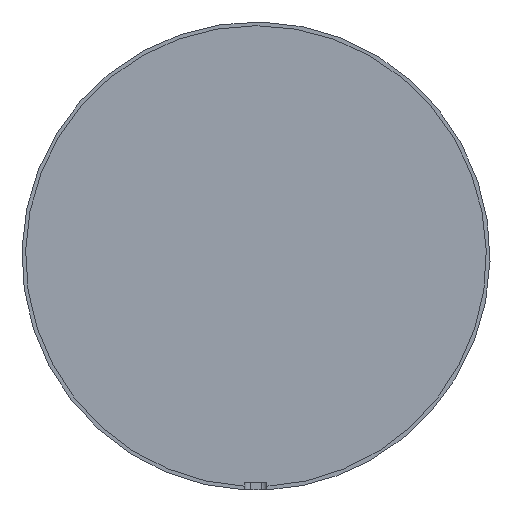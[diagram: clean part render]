
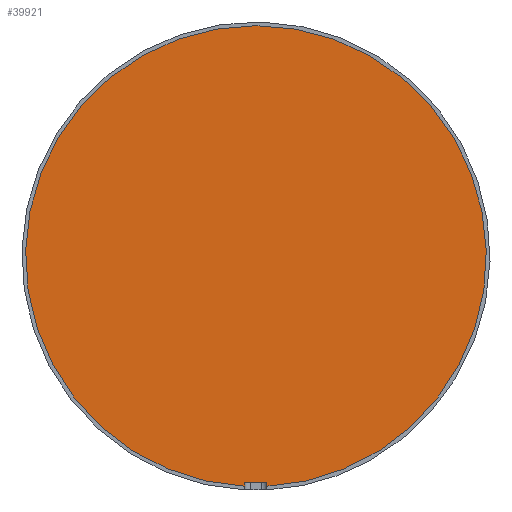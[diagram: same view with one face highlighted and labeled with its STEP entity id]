
A CAD part, left-side view. The second image highlights one B-rep face of the part: STEP entity #39921.
In plain terms, the highlighted face is planar.
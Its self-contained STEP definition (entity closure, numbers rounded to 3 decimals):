
#39066=CARTESIAN_POINT(' ',(4.,-83.559,0.));
#39067=VERTEX_POINT(' ',#39066);
#39081=CARTESIAN_POINT(' ',(0.,0.,0.));
#39086=DIRECTION(' ',(0.,0.,-1.));
#39091=DIRECTION(' ',(-0.048,-0.999,0.));
#39096=AXIS2_PLACEMENT_3D(' ',#39081,#39086,#39091);
#39101=CIRCLE('',#39096,83.655);
#39106=CARTESIAN_POINT(' ',(-4.,-83.559,0.));
#39107=VERTEX_POINT(' ',#39106);
#39111=EDGE_CURVE(' ',#39107,#39067,#39101,.T.);
#39191=CARTESIAN_POINT(' ',(-4.,-83.559,0.));
#39196=DIRECTION(' ',(0.,1.,0.));
#39201=VECTOR(' ',#39196,1.);
#39206=LINE('',#39191,#39201);
#39211=CARTESIAN_POINT(' ',(-4.,-82.168,0.));
#39212=VERTEX_POINT(' ',#39211);
#39216=EDGE_CURVE(' ',#39107,#39212,#39206,.T.);
#39721=CARTESIAN_POINT(' ',(4.,-82.168,0.));
#39722=VERTEX_POINT(' ',#39721);
#39736=CARTESIAN_POINT(' ',(4.,-82.168,0.));
#39741=DIRECTION(' ',(0.,-1.,0.));
#39746=VECTOR(' ',#39741,1.);
#39751=LINE('',#39736,#39746);
#39756=EDGE_CURVE(' ',#39722,#39067,#39751,.T.);
#39841=DIRECTION(' ',(0.,0.,-1.));
#39846=CARTESIAN_POINT(' ',(67.529,-98.876,0.));
#39851=DIRECTION(' ',(-0.983,0.186,0.));
#39856=AXIS2_PLACEMENT_3D(' ',#39846,#39841,#39851);
#39861=PLANE('',#39856);
#39866=ORIENTED_EDGE(' ',*,*,#39756,.F.);
#39871=CARTESIAN_POINT(' ',(4.,-82.168,0.));
#39876=DIRECTION(' ',(-1.,0.,0.));
#39881=VECTOR(' ',#39876,1.);
#39886=LINE('',#39871,#39881);
#39891=EDGE_CURVE(' ',#39722,#39212,#39886,.T.);
#39896=ORIENTED_EDGE(' ',*,*,#39891,.T.);
#39901=ORIENTED_EDGE(' ',*,*,#39216,.F.);
#39906=ORIENTED_EDGE(' ',*,*,#39111,.T.);
#39911=EDGE_LOOP(' ',(#39866,#39896,#39901,#39906));
#39916=FACE_OUTER_BOUND(' ',#39911,.T.);
#39921=ADVANCED_FACE('',(#39916),#39861,.T.);
